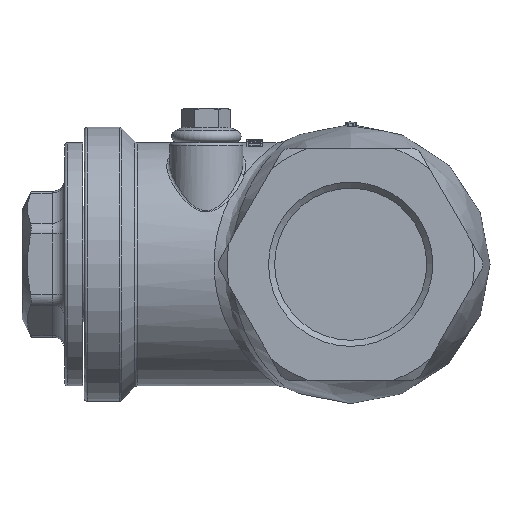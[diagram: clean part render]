
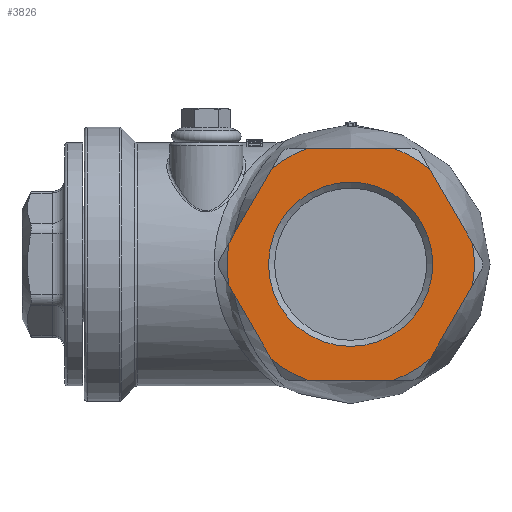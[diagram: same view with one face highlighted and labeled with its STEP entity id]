
A CAD part, left-side view. The second image highlights one B-rep face of the part: STEP entity #3826.
In plain terms, the highlighted planar face has unit normal (-1, 0, 0).
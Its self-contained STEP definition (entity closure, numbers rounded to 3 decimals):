
#169=FACE_BOUND('',#687,.T.);
#247=PLANE('',#4218);
#460=FACE_OUTER_BOUND('',#686,.T.);
#686=EDGE_LOOP('',(#3150,#3151,#3152,#3153,#3154,#3155,#3156,#3157,#3158,
#3159,#3160,#3161));
#687=EDGE_LOOP('',(#3162));
#858=CIRCLE('',#4215,13.5);
#860=CIRCLE('',#4219,20.314);
#861=CIRCLE('',#4220,20.314);
#862=CIRCLE('',#4221,20.314);
#863=CIRCLE('',#4222,20.314);
#864=CIRCLE('',#4223,20.314);
#865=CIRCLE('',#4224,20.314);
#1056=LINE('',#7769,#1258);
#1059=LINE('',#7822,#1261);
#1066=LINE('',#7879,#1268);
#1069=LINE('',#7955,#1271);
#1076=LINE('',#8026,#1278);
#1077=LINE('',#8032,#1279);
#1258=VECTOR('',#4915,10.);
#1261=VECTOR('',#4930,10.);
#1268=VECTOR('',#4941,10.);
#1271=VECTOR('',#4962,10.);
#1278=VECTOR('',#5007,10.);
#1279=VECTOR('',#5014,10.);
#1678=VERTEX_POINT('',#7764);
#1679=VERTEX_POINT('',#7768);
#1687=VERTEX_POINT('',#7817);
#1688=VERTEX_POINT('',#7821);
#1700=VERTEX_POINT('',#7874);
#1701=VERTEX_POINT('',#7878);
#1709=VERTEX_POINT('',#7950);
#1710=VERTEX_POINT('',#7954);
#1717=VERTEX_POINT('',#8015);
#1719=VERTEX_POINT('',#8023);
#1720=VERTEX_POINT('',#8025);
#1721=VERTEX_POINT('',#8029);
#1722=VERTEX_POINT('',#8031);
#2162=EDGE_CURVE('',#1678,#1679,#1056,.T.);
#2174=EDGE_CURVE('',#1687,#1688,#1059,.T.);
#2188=EDGE_CURVE('',#1700,#1701,#1066,.T.);
#2203=EDGE_CURVE('',#1709,#1710,#1069,.T.);
#2220=EDGE_CURVE('',#1717,#1717,#858,.T.);
#2223=EDGE_CURVE('',#1709,#1719,#860,.T.);
#2224=EDGE_CURVE('',#1720,#1719,#1076,.T.);
#2225=EDGE_CURVE('',#1720,#1701,#861,.T.);
#2226=EDGE_CURVE('',#1700,#1688,#862,.T.);
#2227=EDGE_CURVE('',#1687,#1721,#863,.T.);
#2228=EDGE_CURVE('',#1722,#1721,#1077,.T.);
#2229=EDGE_CURVE('',#1722,#1679,#864,.T.);
#2230=EDGE_CURVE('',#1678,#1710,#865,.T.);
#3150=ORIENTED_EDGE('',*,*,#2223,.T.);
#3151=ORIENTED_EDGE('',*,*,#2224,.F.);
#3152=ORIENTED_EDGE('',*,*,#2225,.T.);
#3153=ORIENTED_EDGE('',*,*,#2188,.F.);
#3154=ORIENTED_EDGE('',*,*,#2226,.T.);
#3155=ORIENTED_EDGE('',*,*,#2174,.F.);
#3156=ORIENTED_EDGE('',*,*,#2227,.T.);
#3157=ORIENTED_EDGE('',*,*,#2228,.F.);
#3158=ORIENTED_EDGE('',*,*,#2229,.T.);
#3159=ORIENTED_EDGE('',*,*,#2162,.F.);
#3160=ORIENTED_EDGE('',*,*,#2230,.T.);
#3161=ORIENTED_EDGE('',*,*,#2203,.F.);
#3162=ORIENTED_EDGE('',*,*,#2220,.F.);
#3826=ADVANCED_FACE('',(#460,#169),#247,.F.);
#4215=AXIS2_PLACEMENT_3D('',#8017,#4996,#4997);
#4218=AXIS2_PLACEMENT_3D('',#8022,#5003,#5004);
#4219=AXIS2_PLACEMENT_3D('',#8024,#5005,#5006);
#4220=AXIS2_PLACEMENT_3D('',#8027,#5008,#5009);
#4221=AXIS2_PLACEMENT_3D('',#8028,#5010,#5011);
#4222=AXIS2_PLACEMENT_3D('',#8030,#5012,#5013);
#4223=AXIS2_PLACEMENT_3D('',#8033,#5015,#5016);
#4224=AXIS2_PLACEMENT_3D('',#8034,#5017,#5018);
#4915=DIRECTION('',(0.,-1.,0.));
#4930=DIRECTION('',(0.,0.5,-0.866));
#4941=DIRECTION('',(0.,1.,0.));
#4962=DIRECTION('',(0.,-0.5,0.866));
#4996=DIRECTION('center_axis',(-1.,0.,0.));
#4997=DIRECTION('ref_axis',(0.,0.,1.));
#5003=DIRECTION('center_axis',(1.,0.,0.));
#5004=DIRECTION('ref_axis',(0.,0.,-1.));
#5005=DIRECTION('center_axis',(-1.,0.,0.));
#5006=DIRECTION('ref_axis',(0.,1.,0.));
#5007=DIRECTION('',(0.,0.5,0.866));
#5008=DIRECTION('center_axis',(-1.,0.,0.));
#5009=DIRECTION('ref_axis',(0.,1.,0.));
#5010=DIRECTION('center_axis',(-1.,0.,0.));
#5011=DIRECTION('ref_axis',(0.,1.,0.));
#5012=DIRECTION('center_axis',(-1.,0.,0.));
#5013=DIRECTION('ref_axis',(0.,1.,0.));
#5014=DIRECTION('',(0.,-0.5,-0.866));
#5015=DIRECTION('center_axis',(-1.,0.,0.));
#5016=DIRECTION('ref_axis',(0.,1.,0.));
#5017=DIRECTION('center_axis',(-1.,0.,0.));
#5018=DIRECTION('ref_axis',(0.,1.,0.));
#7764=CARTESIAN_POINT('',(-43.5,7.001,19.069));
#7768=CARTESIAN_POINT('',(-43.5,-7.001,19.069));
#7769=CARTESIAN_POINT('',(-43.5,11.01,19.069));
#7817=CARTESIAN_POINT('',(-43.5,-20.015,-3.472));
#7821=CARTESIAN_POINT('',(-43.5,-13.014,-15.598));
#7822=CARTESIAN_POINT('',(-43.5,-22.019,0.));
#7874=CARTESIAN_POINT('',(-43.5,-7.001,-19.069));
#7878=CARTESIAN_POINT('',(-43.5,7.001,-19.069));
#7879=CARTESIAN_POINT('',(-43.5,-11.01,-19.069));
#7950=CARTESIAN_POINT('',(-43.5,20.015,3.472));
#7954=CARTESIAN_POINT('',(-43.5,13.014,15.598));
#7955=CARTESIAN_POINT('',(-43.5,22.019,0.));
#8015=CARTESIAN_POINT('',(-43.5,0.,-13.5));
#8017=CARTESIAN_POINT('Origin',(-43.5,0.,0.));
#8022=CARTESIAN_POINT('Origin',(-43.5,0.,0.));
#8023=CARTESIAN_POINT('',(-43.5,20.015,-3.472));
#8024=CARTESIAN_POINT('Origin',(-43.5,0.,0.));
#8025=CARTESIAN_POINT('',(-43.5,13.014,-15.598));
#8026=CARTESIAN_POINT('',(-43.5,11.01,-19.069));
#8027=CARTESIAN_POINT('Origin',(-43.5,0.,0.));
#8028=CARTESIAN_POINT('Origin',(-43.5,0.,0.));
#8029=CARTESIAN_POINT('',(-43.5,-20.015,3.472));
#8030=CARTESIAN_POINT('Origin',(-43.5,0.,0.));
#8031=CARTESIAN_POINT('',(-43.5,-13.014,15.598));
#8032=CARTESIAN_POINT('',(-43.5,-11.01,19.069));
#8033=CARTESIAN_POINT('Origin',(-43.5,0.,0.));
#8034=CARTESIAN_POINT('Origin',(-43.5,0.,0.));
